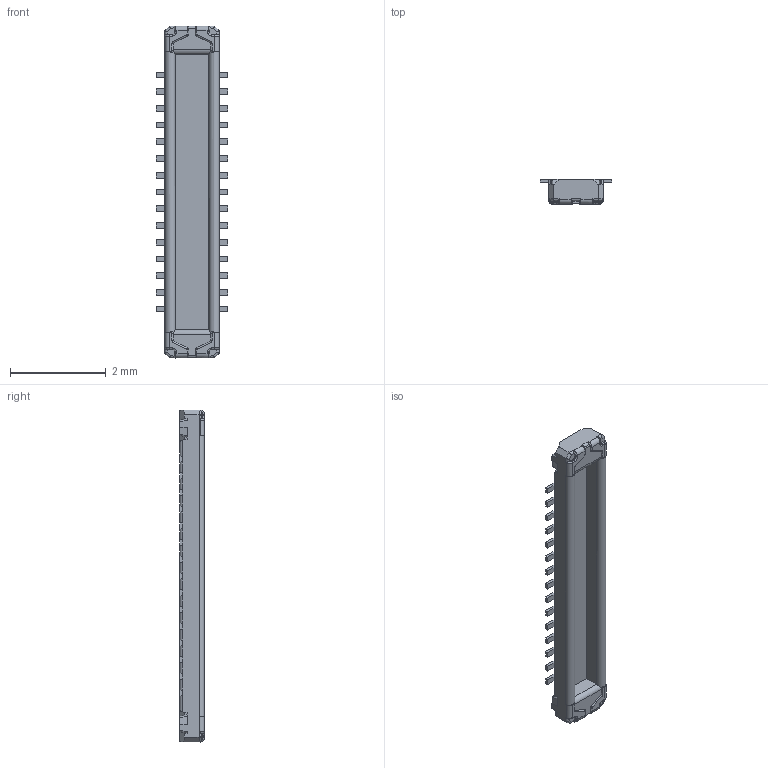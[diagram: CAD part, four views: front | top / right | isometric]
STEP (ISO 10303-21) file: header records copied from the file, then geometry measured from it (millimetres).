
FILE_DESCRIPTION (( 'STEP AP203' ), '1' );
FILE_NAME ('BM23FR-30DP-0_35.STEP', '2021-07-06T13:14:27', ( '' ), ( '' ), 'SwSTEP 2.0', 'SolidWorks 2019', '' );
FILE_SCHEMA (( 'CONFIG_CONTROL_DESIGN' ));
Length unit declared in the file: millimetre
Products named in the file (1): BM23FR-30DP-0_35
Bounding box: 1.5 x 0.52 x 6.95 mm (x, y, z)
Volume: 2.3 mm3; surface area: 30.5 mm2
Topology: 1 solids, 1 shells, 401 faces, 1071 edges, 672 vertices
Faces by surface type: plane 271, cylinder 96, torus 22, bspline 12
Entity records: 12802 total; most frequent: CARTESIAN_POINT 3040, ORIENTED_EDGE 2142, DIRECTION 1834, EDGE_CURVE 1071, VECTOR 750, LINE 750, VERTEX_POINT 672, AXIS2_PLACEMENT_3D 542
